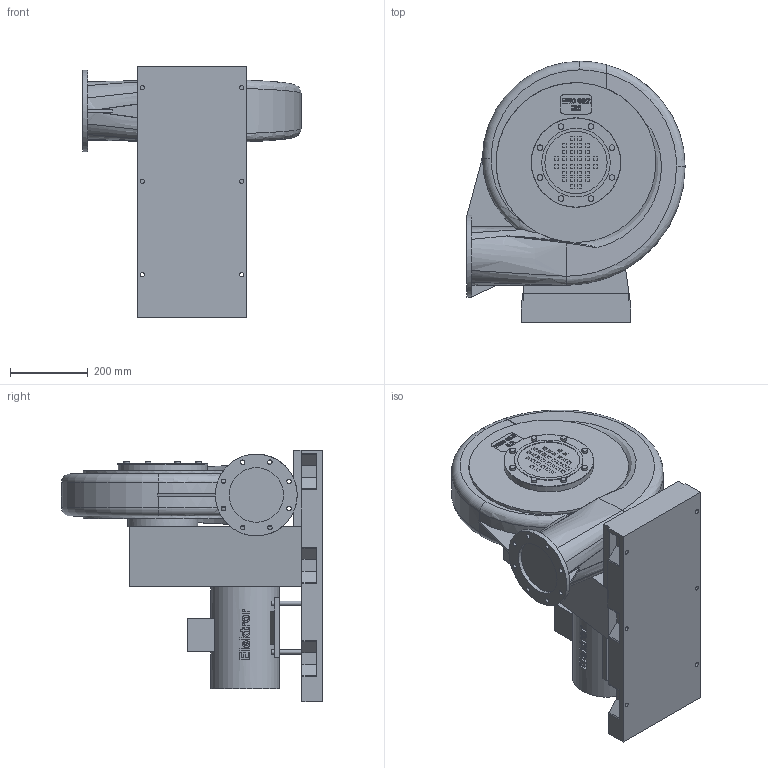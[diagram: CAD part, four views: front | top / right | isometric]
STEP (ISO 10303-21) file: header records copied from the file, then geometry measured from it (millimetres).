
FILE_DESCRIPTION((''),'2;1');
FILE_NAME('AttTemp.stp','2011-12-14T08:16:54',('fiedlerCAD'),(''),'Autodesk Inventor 2012','Autodesk Inventor 2012','');
FILE_SCHEMA(('AUTOMOTIVE_DESIGN { 1 0 10303 214 1 1 1 1 }'));
Length unit declared in the file: millimetre
Products named in the file (1): 01-TB-10203
Bounding box: 560 x 670 x 645 mm (x, y, z)
Volume: 64293695.4 mm3; surface area: 1865450.5 mm2
Topology: 1 solids, 9 shells, 595 faces, 1677 edges, 1145 vertices
Faces by surface type: plane 382, bspline 115, cylinder 84, cone 8, torus 6
Full cylindrical faces by diameter (mm): 6.65 x8, 11 x6, 11.5 x16, 14.4 x8, 140 x1, 160 x2, 176 x2, 180 x1, 229 x1, 230 x1
Entity records: 21372 total; most frequent: CARTESIAN_POINT 6244, ORIENTED_EDGE 3142, DIRECTION 2503, EDGE_CURVE 1571, VERTEX_POINT 1100, VECTOR 1015, LINE 1015, EDGE_LOOP 799
